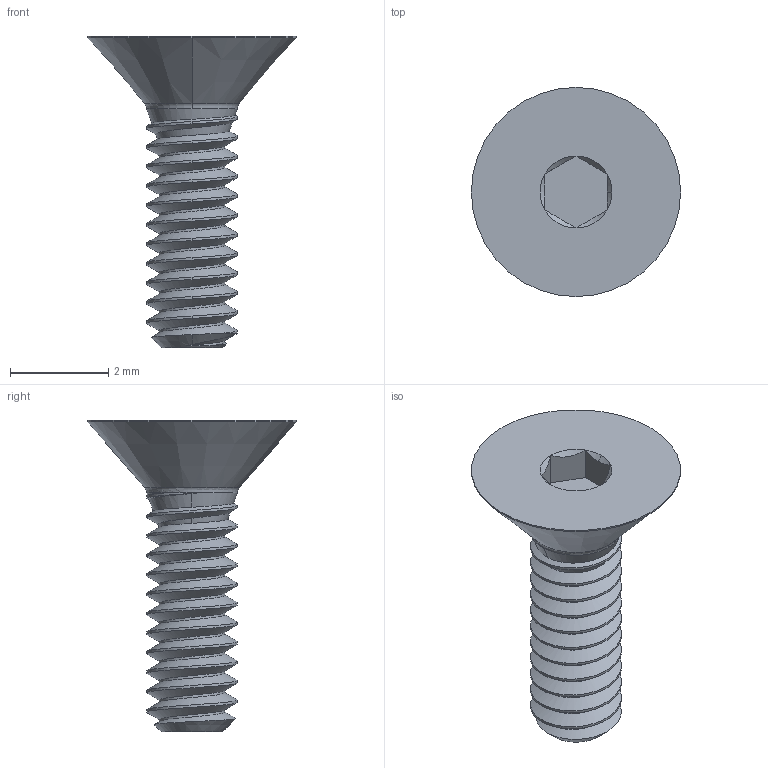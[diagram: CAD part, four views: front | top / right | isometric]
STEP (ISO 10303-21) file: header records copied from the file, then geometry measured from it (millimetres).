
FILE_DESCRIPTION (( 'STEP AP203' ), '1' );
FILE_NAME ('92210A361_18-8 Stainless Steel Hex Drive Flat Head Screw.STEP', '2022-08-30T19:39:40', ( 'Administrator' ), ( 'Managed by Terraform' ), 'SwSTEP 2.0', 'SolidWorks 2017', '' );
FILE_SCHEMA (( 'CONFIG_CONTROL_DESIGN' ));
Length unit declared in the file: inch
Products named in the file (1): 92210A361_18-8 Stainless Steel Hex Drive Flat Head Screw
Bounding box: 4.27 x 4.27 x 6.35 mm (x, y, z)
Volume: 20.3 mm3; surface area: 78.3 mm2
Topology: 1 solids, 1 shells, 57 faces, 144 edges, 90 vertices
Faces by surface type: cylinder 26, cone 17, plane 9, bspline 3, torus 2
Entity records: 3431 total; most frequent: CARTESIAN_POINT 2177, ORIENTED_EDGE 288, DIRECTION 203, EDGE_CURVE 144, VERTEX_POINT 90, AXIS2_PLACEMENT_3D 78, EDGE_LOOP 58, ADVANCED_FACE 57
